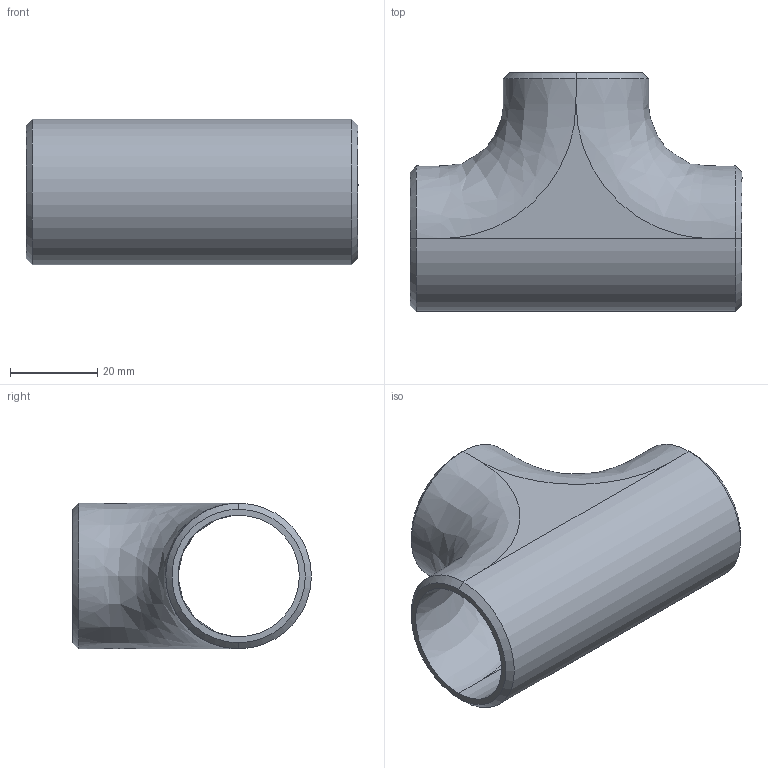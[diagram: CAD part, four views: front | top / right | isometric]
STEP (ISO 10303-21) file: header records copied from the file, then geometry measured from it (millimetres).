
FILE_DESCRIPTION (( 'STEP AP203' ), '1' );
FILE_NAME ('25NB BUTT WELD TEE_REV_.step', '2026-03-03T19:50:35', ( '' ), ( '' ), 'SwSTEP 2.0', 'SolidWorks 2025', '' );
FILE_SCHEMA (( 'CONFIG_CONTROL_DESIGN' ));
Length unit declared in the file: millimetre
Products named in the file (1): 25NB BUTT WELD TEE_REV_
Bounding box: 76.2 x 54.8 x 33.4 mm (x, y, z)
Volume: 24746.7 mm3; surface area: 18615.8 mm2
Topology: 1 solids, 1 shells, 19 faces, 48 edges, 30 vertices
Faces by surface type: bspline 8, plane 7, cylinder 2, cone 2
Entity records: 23236 total; most frequent: CARTESIAN_POINT 22789, ORIENTED_EDGE 96, EDGE_CURVE 48, DIRECTION 40, B_SPLINE_CURVE_WITH_KNOTS 38, VERTEX_POINT 30, EDGE_LOOP 22, FACE_OUTER_BOUND 19
